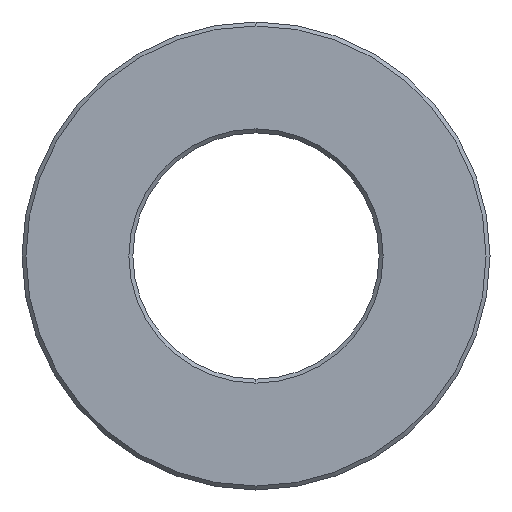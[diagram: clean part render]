
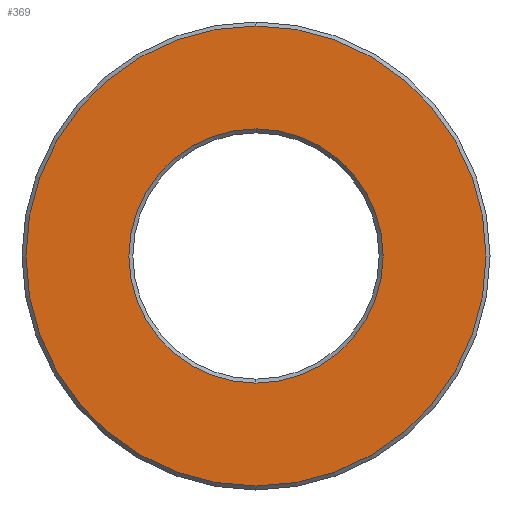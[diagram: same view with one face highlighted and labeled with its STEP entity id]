
A CAD part, left-side view. The second image highlights one B-rep face of the part: STEP entity #369.
In plain terms, the highlighted planar face has unit normal (-1, 0, 0).
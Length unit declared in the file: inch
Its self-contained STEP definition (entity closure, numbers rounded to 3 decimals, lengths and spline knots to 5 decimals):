
#11 = CARTESIAN_POINT ( 'NONE',  ( 0., 0., 0.3225 ) ) ;
#12 = PLANE ( 'NONE',  #425 ) ;
#19 = CARTESIAN_POINT ( 'NONE',  ( 0., 0., -0.59375 ) ) ;
#48 = CARTESIAN_POINT ( 'NONE',  ( 0., 0., -0.3225 ) ) ;
#53 = AXIS2_PLACEMENT_3D ( 'NONE', #157, #207, #253 ) ;
#68 = AXIS2_PLACEMENT_3D ( 'NONE', #423, #228, #397 ) ;
#94 = DIRECTION ( 'NONE',  ( 0., 0., -1. ) ) ;
#97 = DIRECTION ( 'NONE',  ( 1., 0., 0. ) ) ;
#100 = CARTESIAN_POINT ( 'NONE',  ( 0., 0., 0. ) ) ;
#119 = EDGE_CURVE ( 'NONE', #122, #394, #256, .T. ) ;
#122 = VERTEX_POINT ( 'NONE', #48 ) ;
#129 = EDGE_CURVE ( 'NONE', #358, #448, #252, .T. ) ;
#151 = DIRECTION ( 'NONE',  ( 0., 0., -1. ) ) ;
#157 = CARTESIAN_POINT ( 'NONE',  ( 0., 0., 0. ) ) ;
#185 = CARTESIAN_POINT ( 'NONE',  ( 0., 0., 0.58375 ) ) ;
#190 = DIRECTION ( 'NONE',  ( -1., 0., 0. ) ) ;
#191 = CIRCLE ( 'NONE', #413, 0.58375 ) ;
#192 = CARTESIAN_POINT ( 'NONE',  ( 0., 0., 0. ) ) ;
#207 = DIRECTION ( 'NONE',  ( -1., 0., 0. ) ) ;
#208 = EDGE_LOOP ( 'NONE', ( #468, #473 ) ) ;
#221 = FACE_OUTER_BOUND ( 'NONE', #208, .T. ) ;
#226 = FACE_BOUND ( 'NONE', #346, .T. ) ;
#228 = DIRECTION ( 'NONE',  ( 1., 0., 0. ) ) ;
#252 = CIRCLE ( 'NONE', #53, 0.58375 ) ;
#253 = DIRECTION ( 'NONE',  ( 0., 0., -1. ) ) ;
#256 = CIRCLE ( 'NONE', #68, 0.3225 ) ;
#327 = AXIS2_PLACEMENT_3D ( 'NONE', #100, #97, #94 ) ;
#346 = EDGE_LOOP ( 'NONE', ( #456, #463 ) ) ;
#355 = DIRECTION ( 'NONE',  ( 0., 0., -1. ) ) ;
#358 = VERTEX_POINT ( 'NONE', #523 ) ;
#360 = DIRECTION ( 'NONE',  ( 1., 0., 0. ) ) ;
#369 = ADVANCED_FACE ( 'NONE', ( #226, #221 ), #12, .F. ) ;
#383 = EDGE_CURVE ( 'NONE', #448, #358, #191, .T. ) ;
#394 = VERTEX_POINT ( 'NONE', #11 ) ;
#397 = DIRECTION ( 'NONE',  ( 0., 0., -1. ) ) ;
#413 = AXIS2_PLACEMENT_3D ( 'NONE', #192, #190, #151 ) ;
#423 = CARTESIAN_POINT ( 'NONE',  ( 0., 0., 0. ) ) ;
#425 = AXIS2_PLACEMENT_3D ( 'NONE', #19, #360, #355 ) ;
#429 = CIRCLE ( 'NONE', #327, 0.3225 ) ;
#448 = VERTEX_POINT ( 'NONE', #185 ) ;
#456 = ORIENTED_EDGE ( 'NONE', *, *, #480, .T. ) ;
#463 = ORIENTED_EDGE ( 'NONE', *, *, #119, .T. ) ;
#468 = ORIENTED_EDGE ( 'NONE', *, *, #129, .T. ) ;
#473 = ORIENTED_EDGE ( 'NONE', *, *, #383, .T. ) ;
#480 = EDGE_CURVE ( 'NONE', #394, #122, #429, .T. ) ;
#523 = CARTESIAN_POINT ( 'NONE',  ( 0., 0., -0.58375 ) ) ;
